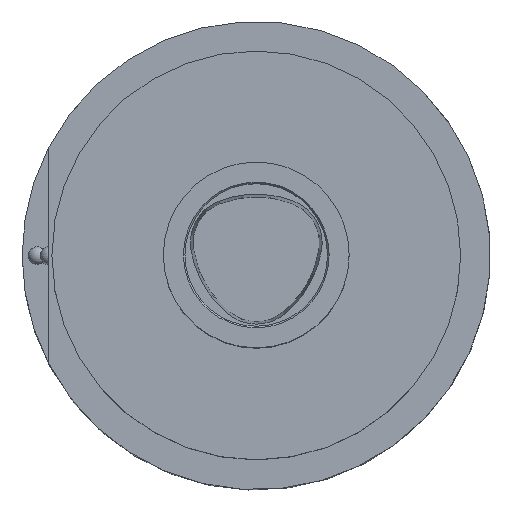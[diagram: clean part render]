
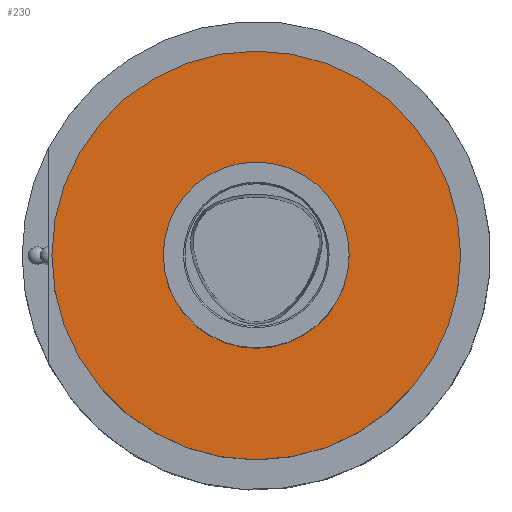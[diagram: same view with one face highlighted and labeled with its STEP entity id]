
A CAD part, top view. The second image highlights one B-rep face of the part: STEP entity #230.
In plain terms, the highlighted planar face has unit normal (0, 0, 1).
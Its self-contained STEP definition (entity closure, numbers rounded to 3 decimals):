
#230=ADVANCED_FACE('',(#277,#278),#252,.T.);
#252=PLANE('',#720);
#277=FACE_BOUND('',#327,.T.);
#278=FACE_BOUND('',#328,.T.);
#327=EDGE_LOOP('',(#468));
#328=EDGE_LOOP('',(#469));
#468=ORIENTED_EDGE('',*,*,#601,.T.);
#469=ORIENTED_EDGE('',*,*,#602,.T.);
#528=VERTEX_POINT('',#1061);
#529=VERTEX_POINT('',#1063);
#601=EDGE_CURVE('',#528,#528,#644,.T.);
#602=EDGE_CURVE('',#529,#529,#645,.T.);
#644=CIRCLE('',#718,25.);
#645=CIRCLE('',#719,55.);
#718=AXIS2_PLACEMENT_3D('',#1060,#897,#898);
#719=AXIS2_PLACEMENT_3D('',#1062,#899,#900);
#720=AXIS2_PLACEMENT_3D('',#1064,#901,#902);
#897=DIRECTION('',(0.,0.,-1.));
#898=DIRECTION('',(1.,0.,0.));
#899=DIRECTION('',(0.,0.,1.));
#900=DIRECTION('',(1.,0.,0.));
#901=DIRECTION('',(0.,0.,1.));
#902=DIRECTION('',(1.,0.,0.));
#1060=CARTESIAN_POINT('',(0.,0.,92.));
#1061=CARTESIAN_POINT('',(25.,0.,92.));
#1062=CARTESIAN_POINT('',(0.,0.,92.));
#1063=CARTESIAN_POINT('',(55.,0.,92.));
#1064=CARTESIAN_POINT('',(0.,0.,92.));
